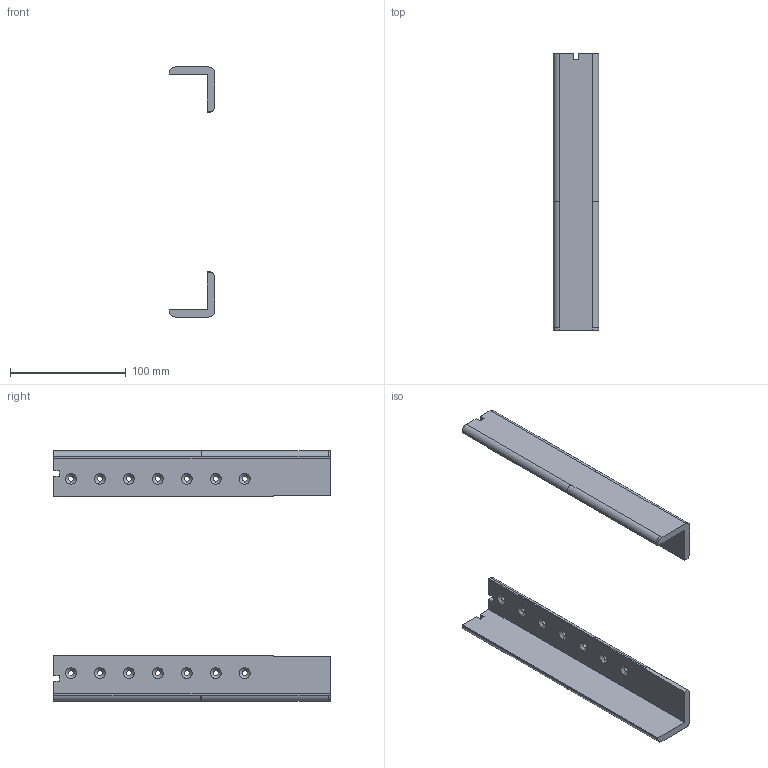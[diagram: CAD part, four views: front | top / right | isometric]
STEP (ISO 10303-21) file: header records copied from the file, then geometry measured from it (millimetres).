
FILE_DESCRIPTION (( 'STEP AP214' ), '1' );
FILE_NAME ('Cage Legs.STEP', '2025-05-16T19:02:32', ( '' ), ( '' ), 'SwSTEP 2.0', 'SolidWorks 2025', '' );
FILE_SCHEMA (( 'AUTOMOTIVE_DESIGN' ));
Length unit declared in the file: metre
Products named in the file (1): Cage Legs
Bounding box: 39.08 x 239 x 215.9 mm (x, y, z)
Volume: 206611.3 mm3; surface area: 74236.5 mm2
Topology: 2 solids, 2 shells, 119 faces, 311 edges, 198 vertices
Faces by surface type: cylinder 52, plane 38, cone 28, bspline 1
Entity records: 3775 total; most frequent: CARTESIAN_POINT 666, DIRECTION 666, ORIENTED_EDGE 622, EDGE_CURVE 311, AXIS2_PLACEMENT_3D 239, VERTEX_POINT 198, VECTOR 188, LINE 188
